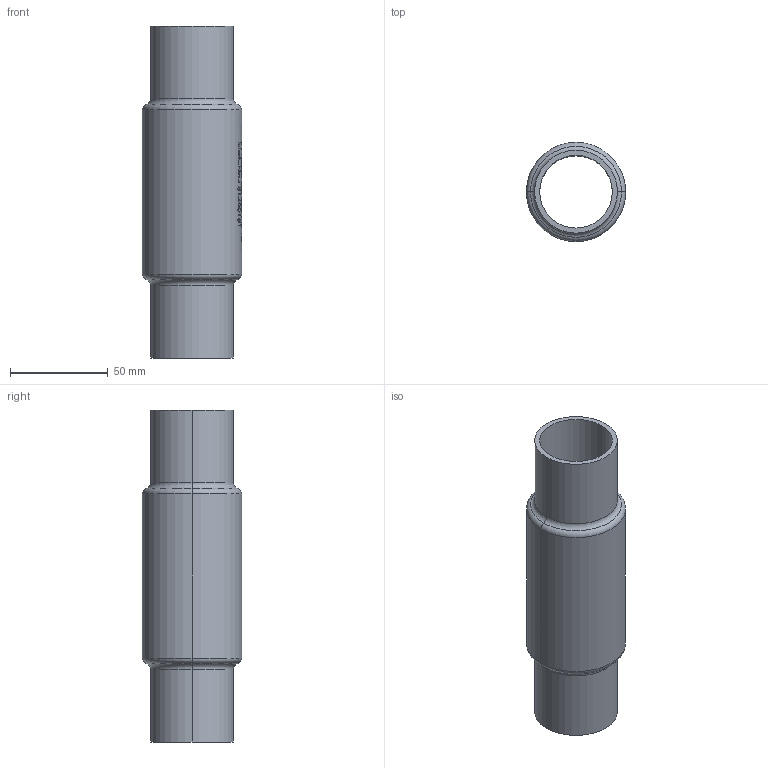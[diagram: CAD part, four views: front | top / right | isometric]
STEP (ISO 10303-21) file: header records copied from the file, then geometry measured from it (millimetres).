
FILE_DESCRIPTION (( 'STEP AP214' ), '1' );
FILE_NAME ('7110000_DN032_ PN16_51420151.STEP', '2022-02-25T11:00:50', ( 'axxx' ), ( 'Hewlett-Packard Company' ), 'SwSTEP 2.0', 'SolidWorks 2019', '' );
FILE_SCHEMA (( 'AUTOMOTIVE_DESIGN' ));
Length unit declared in the file: millimetre
Products named in the file (1): 7110000_DN032_ PN16_51420151
Bounding box: 50.8 x 50.8 x 170 mm (x, y, z)
Volume: 109811.8 mm3; surface area: 48959.5 mm2
Topology: 1 solids, 1 shells, 500 faces, 1350 edges, 896 vertices
Faces by surface type: plane 248, bspline 207, cylinder 37, torus 8
Entity records: 27204 total; most frequent: CARTESIAN_POINT 16132, ORIENTED_EDGE 2700, DIRECTION 1550, EDGE_CURVE 1350, VERTEX_POINT 896, LINE 744, VECTOR 744, EDGE_LOOP 546
